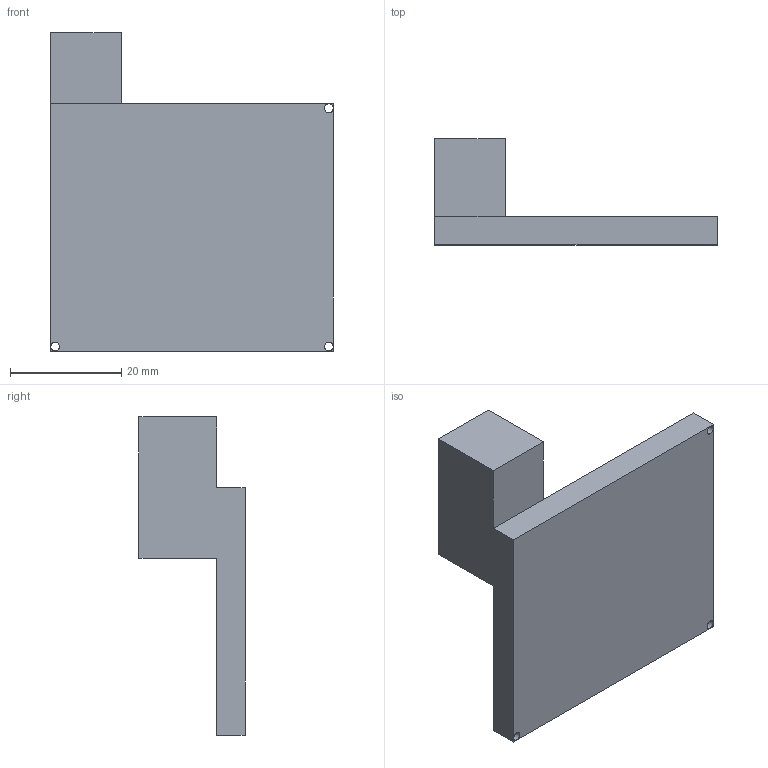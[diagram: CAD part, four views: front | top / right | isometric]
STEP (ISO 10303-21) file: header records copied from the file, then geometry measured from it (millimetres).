
FILE_DESCRIPTION(/* description */ (''),/* implementation_level */ '2;1');
FILE_NAME(/* name */ 'LED Board.step',/* time_stamp */ '2023-12-14T15:41:50-05:00',/* author */ (''),/* organization */ (''),/* preprocessor_version */ 'ST-DEVELOPER v20',/* originating_system */ 'Autodesk Translation Framework v12.14.0.127',/* authorisation */ '');
FILE_SCHEMA (('AUTOMOTIVE_DESIGN { 1 0 10303 214 3 1 1 }'));
Length unit declared in the file: inch
Products named in the file (1): LED Board
Bounding box: 50.8 x 19.05 x 57.15 mm (x, y, z)
Volume: 15947.2 mm3; surface area: 6935.1 mm2
Topology: 1 solids, 1 shells, 14 faces, 35 edges, 23 vertices
Faces by surface type: plane 11, cylinder 3
Full cylindrical faces by diameter (mm): 1.587 x3
Entity records: 464 total; most frequent: CARTESIAN_POINT 73, DIRECTION 71, ORIENTED_EDGE 70, EDGE_CURVE 35, LINE 29, VECTOR 29, VERTEX_POINT 23, AXIS2_PLACEMENT_3D 21
